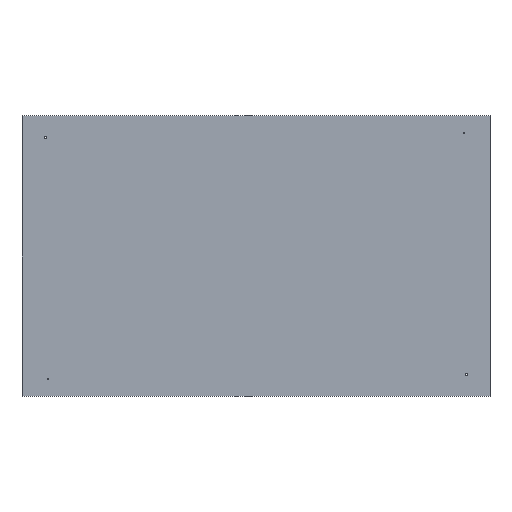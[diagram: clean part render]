
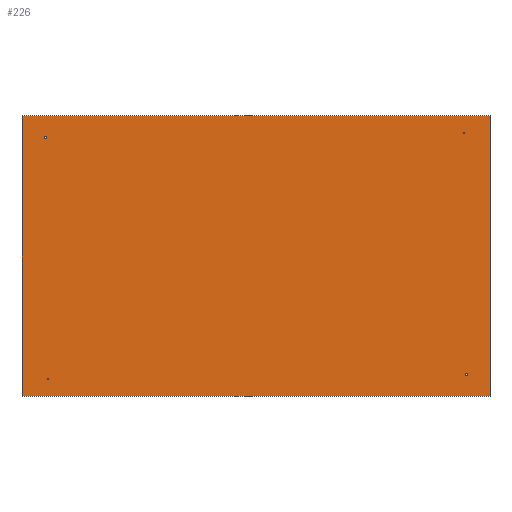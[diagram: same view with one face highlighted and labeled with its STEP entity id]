
A CAD part, top view. The second image highlights one B-rep face of the part: STEP entity #226.
In plain terms, the highlighted planar face has unit normal (0, 0, 1).
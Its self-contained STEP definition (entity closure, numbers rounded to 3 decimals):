
#62=CARTESIAN_POINT('',(250.0,150.0,2.0));
#63=VERTEX_POINT('',#62);
#70=CARTESIAN_POINT('',(250.0,-150.0,2.0));
#71=VERTEX_POINT('',#70);
#72=CARTESIAN_POINT('',(250.0,-150.0,2.0));
#73=DIRECTION('',(0.0,1.0,0.0));
#74=VECTOR('',#73,300.0);
#75=LINE('',#72,#74);
#76=EDGE_CURVE('',#71,#63,#75,.T.);
#100=CARTESIAN_POINT('',(-250.0,150.0,2.0));
#101=VERTEX_POINT('',#100);
#108=CARTESIAN_POINT('',(250.0,150.0,2.0));
#109=DIRECTION('',(-1.0,0.0,0.0));
#110=VECTOR('',#109,500.0);
#111=LINE('',#108,#110);
#112=EDGE_CURVE('',#63,#101,#111,.T.);
#131=CARTESIAN_POINT('',(-250.0,-150.0,2.0));
#132=VERTEX_POINT('',#131);
#139=CARTESIAN_POINT('',(-250.0,150.0,2.0));
#140=DIRECTION('',(0.0,-1.0,0.0));
#141=VECTOR('',#140,300.0);
#142=LINE('',#139,#141);
#143=EDGE_CURVE('',#101,#132,#142,.T.);
#161=CARTESIAN_POINT('',(-250.0,-150.0,2.0));
#162=DIRECTION('',(1.0,0.0,-0.0));
#163=VECTOR('',#162,500.0);
#164=LINE('',#161,#163);
#165=EDGE_CURVE('',#132,#71,#164,.T.);
#171=CARTESIAN_POINT('',(0.0,0.0,2.0));
#172=DIRECTION('',(0.0,0.0,-1.0));
#173=DIRECTION('',(-1.0,0.0,0.0));
#174=AXIS2_PLACEMENT_3D('',#171,#172,#173);
#175=PLANE('',#174);
#176=CARTESIAN_POINT('',(-223.27,-131.408,2.0));
#177=VERTEX_POINT('',#176);
#178=CARTESIAN_POINT('',(-222.27,-131.408,2.0));
#179=DIRECTION('',(0.0,0.0,-1.0));
#180=DIRECTION('',(-1.0,0.0,0.0));
#181=AXIS2_PLACEMENT_3D('',#178,#179,#180);
#182=CIRCLE('',#181,1.0);
#183=EDGE_CURVE('',#177,#177,#182,.T.);
#184=ORIENTED_EDGE('',*,*,#183,.T.);
#185=EDGE_LOOP('',(#184));
#186=FACE_BOUND('',#185,.T.);
#187=CARTESIAN_POINT('',(-225.942,126.785,2.0));
#188=VERTEX_POINT('',#187);
#189=CARTESIAN_POINT('',(-224.942,126.785,2.0));
#190=DIRECTION('',(0.0,0.0,-1.0));
#191=DIRECTION('',(-1.0,0.0,0.0));
#192=AXIS2_PLACEMENT_3D('',#189,#190,#191);
#193=CIRCLE('',#192,1.0);
#194=EDGE_CURVE('',#188,#188,#193,.T.);
#195=ORIENTED_EDGE('',*,*,#194,.T.);
#196=EDGE_LOOP('',(#195));
#197=FACE_BOUND('',#196,.T.);
#198=CARTESIAN_POINT('',(221.26,131.413,2.0));
#199=VERTEX_POINT('',#198);
#200=CARTESIAN_POINT('',(222.26,131.413,2.0));
#201=DIRECTION('',(0.0,0.0,-1.0));
#202=DIRECTION('',(-1.0,0.0,0.0));
#203=AXIS2_PLACEMENT_3D('',#200,#201,#202);
#204=CIRCLE('',#203,1.0);
#205=EDGE_CURVE('',#199,#199,#204,.T.);
#206=ORIENTED_EDGE('',*,*,#205,.T.);
#207=EDGE_LOOP('',(#206));
#208=FACE_BOUND('',#207,.T.);
#209=CARTESIAN_POINT('',(223.932,-126.779,2.0));
#210=VERTEX_POINT('',#209);
#211=CARTESIAN_POINT('',(224.932,-126.779,2.0));
#212=DIRECTION('',(0.0,0.0,-1.0));
#213=DIRECTION('',(-1.0,0.0,0.0));
#214=AXIS2_PLACEMENT_3D('',#211,#212,#213);
#215=CIRCLE('',#214,1.0);
#216=EDGE_CURVE('',#210,#210,#215,.T.);
#217=ORIENTED_EDGE('',*,*,#216,.T.);
#218=EDGE_LOOP('',(#217));
#219=FACE_BOUND('',#218,.T.);
#220=ORIENTED_EDGE('',*,*,#76,.T.);
#221=ORIENTED_EDGE('',*,*,#112,.T.);
#222=ORIENTED_EDGE('',*,*,#143,.T.);
#223=ORIENTED_EDGE('',*,*,#165,.T.);
#224=EDGE_LOOP('',(#220,#221,#222,#223));
#225=FACE_BOUND('',#224,.T.);
#226=ADVANCED_FACE('',(#186,#197,#208,#219,#225),#175,.F.);
